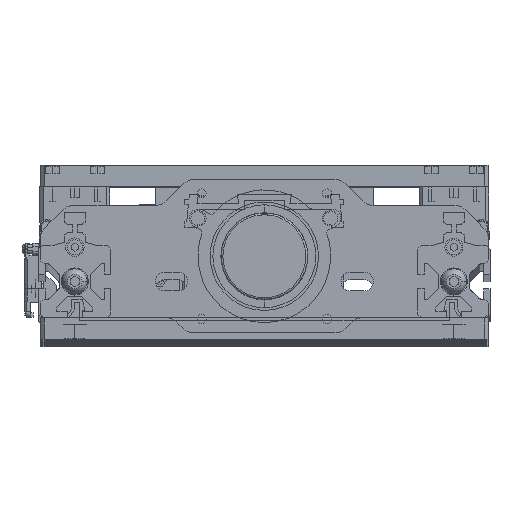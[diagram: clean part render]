
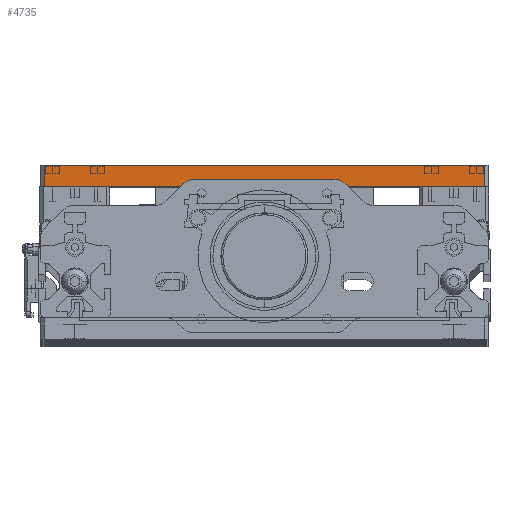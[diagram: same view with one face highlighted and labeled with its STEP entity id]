
A CAD part, top view. The second image highlights one B-rep face of the part: STEP entity #4735.
In plain terms, the highlighted planar face has unit normal (0, 0, 1).
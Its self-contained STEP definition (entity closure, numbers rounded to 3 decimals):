
#422 = CARTESIAN_POINT ( 'NONE',  ( 122., 88., 335. ) ) ;
#3281 = EDGE_CURVE ( 'NONE', #20150, #98565, #43388, .T. ) ;
#4735 = ADVANCED_FACE ( 'NONE', ( #95818 ), #26818, .T. ) ;
#4824 = EDGE_CURVE ( 'NONE', #59288, #98565, #102412, .T. ) ;
#6266 = VERTEX_POINT ( 'NONE', #105489 ) ;
#9365 = ORIENTED_EDGE ( 'NONE', *, *, #3281, .T. ) ;
#10515 = VECTOR ( 'NONE', #77253, 1000. ) ;
#20150 = VERTEX_POINT ( 'NONE', #83234 ) ;
#22383 = LINE ( 'NONE', #39336, #73330 ) ;
#26818 = PLANE ( 'NONE',  #39102 ) ;
#27389 = DIRECTION ( 'NONE',  ( 0., 0., 1. ) ) ;
#34556 = VECTOR ( 'NONE', #34861, 1000. ) ;
#34861 = DIRECTION ( 'NONE',  ( 0., 1., 0. ) ) ;
#39102 = AXIS2_PLACEMENT_3D ( 'NONE', #104876, #27389, #52799 ) ;
#39336 = CARTESIAN_POINT ( 'NONE',  ( -122., 88., 335. ) ) ;
#39902 = CARTESIAN_POINT ( 'NONE',  ( 122., 100., 335. ) ) ;
#41945 = DIRECTION ( 'NONE',  ( 1., 0., 0. ) ) ;
#42104 = CARTESIAN_POINT ( 'NONE',  ( -122., 100., 335. ) ) ;
#43388 = LINE ( 'NONE', #422, #34556 ) ;
#51226 = ORIENTED_EDGE ( 'NONE', *, *, #4824, .F. ) ;
#52799 = DIRECTION ( 'NONE',  ( 1., 0., 0. ) ) ;
#59007 = EDGE_CURVE ( 'NONE', #6266, #59288, #76689, .T. ) ;
#59288 = VERTEX_POINT ( 'NONE', #42104 ) ;
#65304 = DIRECTION ( 'NONE',  ( 1., 0., 0. ) ) ;
#69727 = VECTOR ( 'NONE', #41945, 1000. ) ;
#70998 = EDGE_LOOP ( 'NONE', ( #51226, #80982, #95938, #9365 ) ) ;
#73330 = VECTOR ( 'NONE', #65304, 1000. ) ;
#76689 = LINE ( 'NONE', #103289, #10515 ) ;
#77253 = DIRECTION ( 'NONE',  ( 0., 1., 0. ) ) ;
#80982 = ORIENTED_EDGE ( 'NONE', *, *, #59007, .F. ) ;
#83234 = CARTESIAN_POINT ( 'NONE',  ( 122., 88., 335. ) ) ;
#86018 = CARTESIAN_POINT ( 'NONE',  ( -122., 100., 335. ) ) ;
#95818 = FACE_OUTER_BOUND ( 'NONE', #70998, .T. ) ;
#95938 = ORIENTED_EDGE ( 'NONE', *, *, #101939, .T. ) ;
#98565 = VERTEX_POINT ( 'NONE', #39902 ) ;
#101939 = EDGE_CURVE ( 'NONE', #6266, #20150, #22383, .T. ) ;
#102412 = LINE ( 'NONE', #86018, #69727 ) ;
#103289 = CARTESIAN_POINT ( 'NONE',  ( -122., 88., 335. ) ) ;
#104876 = CARTESIAN_POINT ( 'NONE',  ( -122., 88., 335. ) ) ;
#105489 = CARTESIAN_POINT ( 'NONE',  ( -122., 88., 335. ) ) ;
